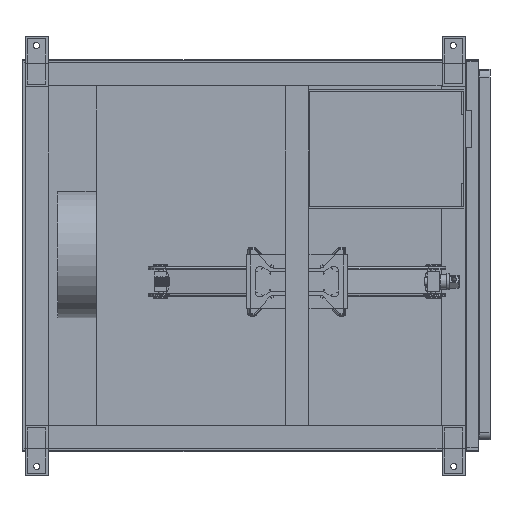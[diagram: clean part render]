
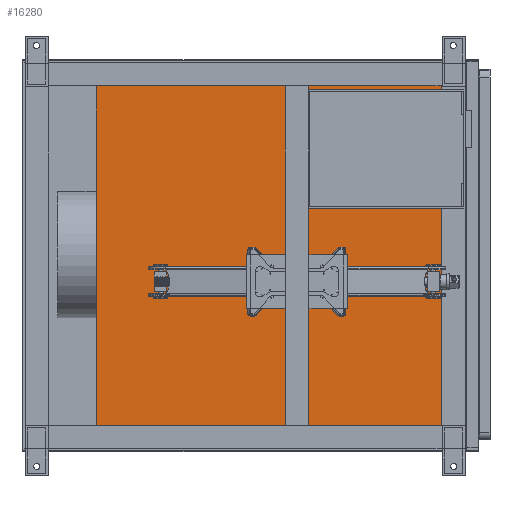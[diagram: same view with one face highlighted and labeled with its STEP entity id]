
A CAD part, front view. The second image highlights one B-rep face of the part: STEP entity #16280.
In plain terms, the highlighted planar face has unit normal (0, -1, 0).
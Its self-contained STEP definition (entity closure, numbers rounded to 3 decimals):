
#780=PLANE('',#17348);
#1301=LINE('',#24494,#2725);
#1312=LINE('',#24516,#2736);
#1331=LINE('',#24552,#2755);
#1333=LINE('',#24556,#2757);
#2725=VECTOR('',#19276,1.);
#2736=VECTOR('',#19291,1.);
#2755=VECTOR('',#19318,1.);
#2757=VECTOR('',#19324,1.);
#4134=FACE_BOUND('',#5376,.T.);
#4365=FACE_OUTER_BOUND('',#5375,.T.);
#5375=EDGE_LOOP('',(#11331,#11332,#11333,#11334));
#5376=EDGE_LOOP('',(#11335));
#6568=CIRCLE('',#17317,2.);
#7343=VERTEX_POINT('',#24436);
#7362=VERTEX_POINT('',#24491);
#7363=VERTEX_POINT('',#24493);
#7372=VERTEX_POINT('',#24515);
#7385=VERTEX_POINT('',#24550);
#8879=EDGE_CURVE('',#7343,#7343,#6568,.F.);
#8906=EDGE_CURVE('',#7363,#7362,#1301,.T.);
#8917=EDGE_CURVE('',#7363,#7372,#1312,.T.);
#8936=EDGE_CURVE('',#7385,#7362,#1331,.T.);
#8938=EDGE_CURVE('',#7385,#7372,#1333,.T.);
#11331=ORIENTED_EDGE('',*,*,#8906,.T.);
#11332=ORIENTED_EDGE('',*,*,#8936,.F.);
#11333=ORIENTED_EDGE('',*,*,#8938,.T.);
#11334=ORIENTED_EDGE('',*,*,#8917,.F.);
#11335=ORIENTED_EDGE('',*,*,#8879,.T.);
#16280=ADVANCED_FACE('',(#4365,#4134),#780,.F.);
#17317=AXIS2_PLACEMENT_3D('',#24437,#19220,#19221);
#17348=AXIS2_PLACEMENT_3D('',#24566,#19337,#19338);
#19220=DIRECTION('center_axis',(0.,-1.,0.));
#19221=DIRECTION('ref_axis',(1.,0.,0.));
#19276=DIRECTION('',(-1.,0.,0.));
#19291=DIRECTION('',(0.,0.,-1.));
#19318=DIRECTION('',(0.,0.,1.));
#19324=DIRECTION('',(1.,0.,0.));
#19337=DIRECTION('center_axis',(0.,1.,0.));
#19338=DIRECTION('ref_axis',(1.,0.,0.));
#24436=CARTESIAN_POINT('',(29.5,3.,-28.5));
#24437=CARTESIAN_POINT('Origin',(31.5,3.,-28.5));
#24491=CARTESIAN_POINT('',(5.5,3.,-0.3));
#24493=CARTESIAN_POINT('',(53.5,3.,-0.3));
#24494=CARTESIAN_POINT('',(26.75,3.,-0.3));
#24515=CARTESIAN_POINT('',(53.5,3.,-49.85));
#24516=CARTESIAN_POINT('',(53.5,3.,-2.));
#24550=CARTESIAN_POINT('',(5.5,3.,-49.85));
#24552=CARTESIAN_POINT('',(5.5,3.,-13.5));
#24556=CARTESIAN_POINT('',(13.75,3.,-49.85));
#24566=CARTESIAN_POINT('Origin',(0.,3.,-2.));
